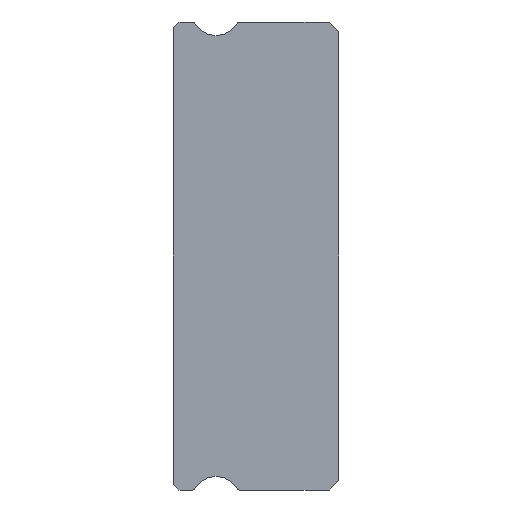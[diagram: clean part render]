
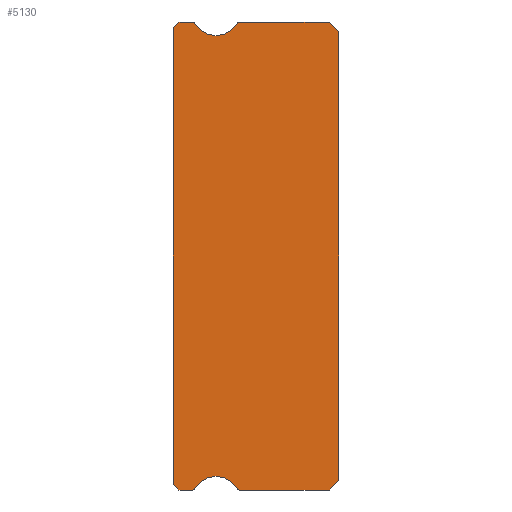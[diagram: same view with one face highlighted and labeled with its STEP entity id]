
A CAD part, left-side view. The second image highlights one B-rep face of the part: STEP entity #5130.
In plain terms, the highlighted planar face has unit normal (-1, 0, 0).
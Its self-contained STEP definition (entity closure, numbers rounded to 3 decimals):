
#74 = PLANE ( 'NONE',  #3421 ) ;
#89 = CIRCLE ( 'NONE', #3278, 1.25 ) ;
#92 = CARTESIAN_POINT ( 'NONE',  ( -15., 0., -11.5 ) ) ;
#143 = LINE ( 'NONE', #2646, #2643 ) ;
#158 = EDGE_CURVE ( 'NONE', #4411, #282, #2280, .T. ) ;
#254 = DIRECTION ( 'NONE',  ( 0., 0.707, -0.707 ) ) ;
#258 = ORIENTED_EDGE ( 'NONE', *, *, #378, .F. ) ;
#278 = ORIENTED_EDGE ( 'NONE', *, *, #4784, .T. ) ;
#282 = VERTEX_POINT ( 'NONE', #901 ) ;
#313 = CARTESIAN_POINT ( 'NONE',  ( -15., 6.3, 11.3 ) ) ;
#334 = CARTESIAN_POINT ( 'NONE',  ( -15., 0.5, -12. ) ) ;
#339 = EDGE_CURVE ( 'NONE', #4071, #5067, #1071, .T. ) ;
#341 = LINE ( 'NONE', #3620, #1574 ) ;
#378 = EDGE_CURVE ( 'NONE', #5067, #2748, #3462, .T. ) ;
#379 = LINE ( 'NONE', #4840, #3634 ) ;
#498 = FACE_OUTER_BOUND ( 'NONE', #675, .T. ) ;
#535 = DIRECTION ( 'NONE',  ( 0., 1., 0. ) ) ;
#585 = DIRECTION ( 'NONE',  ( 1., 0., 0. ) ) ;
#600 = ORIENTED_EDGE ( 'NONE', *, *, #2944, .F. ) ;
#675 = EDGE_LOOP ( 'NONE', ( #2598, #2218, #2702, #5231, #258, #4912, #5076, #1053, #1353, #1587, #1260, #1145, #4122, #600, #1208, #278, #2082 ) ) ;
#763 = CARTESIAN_POINT ( 'NONE',  ( -15., 7.512, -12. ) ) ;
#828 = LINE ( 'NONE', #1257, #4635 ) ;
#865 = CARTESIAN_POINT ( 'NONE',  ( -15., 6.3, 12.55 ) ) ;
#875 = DIRECTION ( 'NONE',  ( 0., 0., -1. ) ) ;
#901 = CARTESIAN_POINT ( 'NONE',  ( -15., 7.383, 11.925 ) ) ;
#938 = CARTESIAN_POINT ( 'NONE',  ( -15., 0., -11.5 ) ) ;
#952 = VERTEX_POINT ( 'NONE', #1400 ) ;
#1053 = ORIENTED_EDGE ( 'NONE', *, *, #4217, .F. ) ;
#1071 = CIRCLE ( 'NONE', #3558, 0.15 ) ;
#1108 = EDGE_CURVE ( 'NONE', #2411, #3405, #5247, .T. ) ;
#1139 = VECTOR ( 'NONE', #3044, 1000. ) ;
#1145 = ORIENTED_EDGE ( 'NONE', *, *, #1972, .F. ) ;
#1207 = DIRECTION ( 'NONE',  ( 0., 0.707, -0.707 ) ) ;
#1208 = ORIENTED_EDGE ( 'NONE', *, *, #158, .F. ) ;
#1213 = CIRCLE ( 'NONE', #4948, 1.25 ) ;
#1257 = CARTESIAN_POINT ( 'NONE',  ( -15., 7.512, -12. ) ) ;
#1260 = ORIENTED_EDGE ( 'NONE', *, *, #3783, .F. ) ;
#1278 = CARTESIAN_POINT ( 'NONE',  ( -15., 7.512, 11.85 ) ) ;
#1292 = LINE ( 'NONE', #4078, #4814 ) ;
#1327 = DIRECTION ( 'NONE',  ( 0., 0., -1. ) ) ;
#1329 = CARTESIAN_POINT ( 'NONE',  ( -15., 5.217, 11.925 ) ) ;
#1353 = ORIENTED_EDGE ( 'NONE', *, *, #4150, .T. ) ;
#1386 = AXIS2_PLACEMENT_3D ( 'NONE', #4719, #585, #5069 ) ;
#1400 = CARTESIAN_POINT ( 'NONE',  ( -15., 8.5, 11.7 ) ) ;
#1417 = CARTESIAN_POINT ( 'NONE',  ( -15., 8.2, -12. ) ) ;
#1438 = VERTEX_POINT ( 'NONE', #3370 ) ;
#1444 = EDGE_CURVE ( 'NONE', #1438, #2411, #3879, .T. ) ;
#1513 = AXIS2_PLACEMENT_3D ( 'NONE', #1278, #4829, #875 ) ;
#1574 = VECTOR ( 'NONE', #4854, 1000. ) ;
#1587 = ORIENTED_EDGE ( 'NONE', *, *, #4131, .F. ) ;
#1602 = CARTESIAN_POINT ( 'NONE',  ( -15., 0.5, 12. ) ) ;
#1621 = DIRECTION ( 'NONE',  ( 0., 0., -1. ) ) ;
#1650 = CARTESIAN_POINT ( 'NONE',  ( -15., 5.088, -12. ) ) ;
#1676 = LINE ( 'NONE', #3322, #2171 ) ;
#1677 = DIRECTION ( 'NONE',  ( 1., 0., 0. ) ) ;
#1728 = DIRECTION ( 'NONE',  ( 1., 0., 0. ) ) ;
#1733 = CIRCLE ( 'NONE', #4892, 0.15 ) ;
#1781 = CARTESIAN_POINT ( 'NONE',  ( -15., 7.512, 11.85 ) ) ;
#1929 = VECTOR ( 'NONE', #1207, 1000. ) ;
#1972 = EDGE_CURVE ( 'NONE', #2208, #4432, #2512, .T. ) ;
#1975 = CARTESIAN_POINT ( 'NONE',  ( -15., 0., 11.5 ) ) ;
#2037 = VERTEX_POINT ( 'NONE', #2332 ) ;
#2073 = DIRECTION ( 'NONE',  ( 0., -0.707, -0.707 ) ) ;
#2082 = ORIENTED_EDGE ( 'NONE', *, *, #4343, .T. ) ;
#2128 = CARTESIAN_POINT ( 'NONE',  ( -15., 5.088, 12. ) ) ;
#2171 = VECTOR ( 'NONE', #4471, 1000. ) ;
#2194 = EDGE_CURVE ( 'NONE', #1438, #952, #341, .T. ) ;
#2208 = VERTEX_POINT ( 'NONE', #1329 ) ;
#2218 = ORIENTED_EDGE ( 'NONE', *, *, #1444, .T. ) ;
#2280 = CIRCLE ( 'NONE', #1513, 0.15 ) ;
#2332 = CARTESIAN_POINT ( 'NONE',  ( -15., 8.2, 12. ) ) ;
#2411 = VERTEX_POINT ( 'NONE', #3814 ) ;
#2485 = DIRECTION ( 'NONE',  ( -1., 0., 0. ) ) ;
#2498 = VERTEX_POINT ( 'NONE', #1602 ) ;
#2512 = CIRCLE ( 'NONE', #1386, 0.15 ) ;
#2567 = VERTEX_POINT ( 'NONE', #334 ) ;
#2598 = ORIENTED_EDGE ( 'NONE', *, *, #2194, .F. ) ;
#2632 = DIRECTION ( 'NONE',  ( 1., 0., 0. ) ) ;
#2643 = VECTOR ( 'NONE', #535, 1000. ) ;
#2646 = CARTESIAN_POINT ( 'NONE',  ( -15., 8.2, 12. ) ) ;
#2702 = ORIENTED_EDGE ( 'NONE', *, *, #1108, .T. ) ;
#2748 = VERTEX_POINT ( 'NONE', #5078 ) ;
#2803 = VERTEX_POINT ( 'NONE', #938 ) ;
#2930 = DIRECTION ( 'NONE',  ( -1., 0., 0. ) ) ;
#2944 = EDGE_CURVE ( 'NONE', #282, #4353, #1213, .T. ) ;
#3033 = DIRECTION ( 'NONE',  ( 0., 0., -1. ) ) ;
#3044 = DIRECTION ( 'NONE',  ( 0., -0.707, -0.707 ) ) ;
#3237 = LINE ( 'NONE', #4855, #1929 ) ;
#3270 = DIRECTION ( 'NONE',  ( 0., -1., 0. ) ) ;
#3278 = AXIS2_PLACEMENT_3D ( 'NONE', #865, #2485, #1621 ) ;
#3322 = CARTESIAN_POINT ( 'NONE',  ( -15., 0., 11.5 ) ) ;
#3328 = EDGE_CURVE ( 'NONE', #2748, #3405, #1733, .T. ) ;
#3337 = EDGE_CURVE ( 'NONE', #4353, #2208, #89, .T. ) ;
#3370 = CARTESIAN_POINT ( 'NONE',  ( -15., 8.5, -11.7 ) ) ;
#3405 = VERTEX_POINT ( 'NONE', #4644 ) ;
#3421 = AXIS2_PLACEMENT_3D ( 'NONE', #1781, #1728, #1327 ) ;
#3462 = CIRCLE ( 'NONE', #3793, 1.25 ) ;
#3514 = DIRECTION ( 'NONE',  ( 0., 0., -1. ) ) ;
#3558 = AXIS2_PLACEMENT_3D ( 'NONE', #4951, #2632, #3033 ) ;
#3602 = DIRECTION ( 'NONE',  ( -1., 0., 0. ) ) ;
#3620 = CARTESIAN_POINT ( 'NONE',  ( -15., 8.5, 11.85 ) ) ;
#3634 = VECTOR ( 'NONE', #3270, 1000. ) ;
#3736 = DIRECTION ( 'NONE',  ( 0., 1., 0. ) ) ;
#3783 = EDGE_CURVE ( 'NONE', #4432, #2498, #379, .T. ) ;
#3793 = AXIS2_PLACEMENT_3D ( 'NONE', #4652, #2930, #4159 ) ;
#3814 = CARTESIAN_POINT ( 'NONE',  ( -15., 8.2, -12. ) ) ;
#3879 = LINE ( 'NONE', #1417, #1139 ) ;
#3981 = VERTEX_POINT ( 'NONE', #1975 ) ;
#4071 = VERTEX_POINT ( 'NONE', #1650 ) ;
#4078 = CARTESIAN_POINT ( 'NONE',  ( -15., 0.5, 12. ) ) ;
#4122 = ORIENTED_EDGE ( 'NONE', *, *, #3337, .F. ) ;
#4127 = CARTESIAN_POINT ( 'NONE',  ( -15., 7.512, -11.85 ) ) ;
#4131 = EDGE_CURVE ( 'NONE', #2498, #3981, #1292, .T. ) ;
#4150 = EDGE_CURVE ( 'NONE', #2803, #3981, #1676, .T. ) ;
#4157 = CARTESIAN_POINT ( 'NONE',  ( -15., 7.512, 12. ) ) ;
#4159 = DIRECTION ( 'NONE',  ( 0., 0., -1. ) ) ;
#4217 = EDGE_CURVE ( 'NONE', #2803, #2567, #4969, .T. ) ;
#4343 = EDGE_CURVE ( 'NONE', #2037, #952, #3237, .T. ) ;
#4353 = VERTEX_POINT ( 'NONE', #313 ) ;
#4365 = VECTOR ( 'NONE', #4443, 1000. ) ;
#4382 = EDGE_CURVE ( 'NONE', #2567, #4071, #828, .T. ) ;
#4411 = VERTEX_POINT ( 'NONE', #4157 ) ;
#4432 = VERTEX_POINT ( 'NONE', #2128 ) ;
#4443 = DIRECTION ( 'NONE',  ( 0., -1., 0. ) ) ;
#4471 = DIRECTION ( 'NONE',  ( 0., 0., 1. ) ) ;
#4635 = VECTOR ( 'NONE', #3736, 1000. ) ;
#4644 = CARTESIAN_POINT ( 'NONE',  ( -15., 7.512, -12. ) ) ;
#4652 = CARTESIAN_POINT ( 'NONE',  ( -15., 6.3, -12.55 ) ) ;
#4719 = CARTESIAN_POINT ( 'NONE',  ( -15., 5.088, 11.85 ) ) ;
#4784 = EDGE_CURVE ( 'NONE', #4411, #2037, #143, .T. ) ;
#4814 = VECTOR ( 'NONE', #2073, 1000. ) ;
#4829 = DIRECTION ( 'NONE',  ( 1., 0., 0. ) ) ;
#4838 = CARTESIAN_POINT ( 'NONE',  ( -15., 6.3, 12.55 ) ) ;
#4840 = CARTESIAN_POINT ( 'NONE',  ( -15., 7.512, 12. ) ) ;
#4854 = DIRECTION ( 'NONE',  ( 0., 0., 1. ) ) ;
#4855 = CARTESIAN_POINT ( 'NONE',  ( -15., 8.5, 11.7 ) ) ;
#4892 = AXIS2_PLACEMENT_3D ( 'NONE', #4127, #1677, #5278 ) ;
#4912 = ORIENTED_EDGE ( 'NONE', *, *, #339, .F. ) ;
#4948 = AXIS2_PLACEMENT_3D ( 'NONE', #4838, #3602, #3514 ) ;
#4951 = CARTESIAN_POINT ( 'NONE',  ( -15., 5.088, -11.85 ) ) ;
#4952 = CARTESIAN_POINT ( 'NONE',  ( -15., 5.217, -11.925 ) ) ;
#4969 = LINE ( 'NONE', #92, #5246 ) ;
#5067 = VERTEX_POINT ( 'NONE', #4952 ) ;
#5069 = DIRECTION ( 'NONE',  ( 0., 0., -1. ) ) ;
#5076 = ORIENTED_EDGE ( 'NONE', *, *, #4382, .F. ) ;
#5078 = CARTESIAN_POINT ( 'NONE',  ( -15., 7.383, -11.925 ) ) ;
#5130 = ADVANCED_FACE ( 'NONE', ( #498 ), #74, .F. ) ;
#5231 = ORIENTED_EDGE ( 'NONE', *, *, #3328, .F. ) ;
#5246 = VECTOR ( 'NONE', #254, 1000. ) ;
#5247 = LINE ( 'NONE', #763, #4365 ) ;
#5278 = DIRECTION ( 'NONE',  ( 0., 0., -1. ) ) ;
